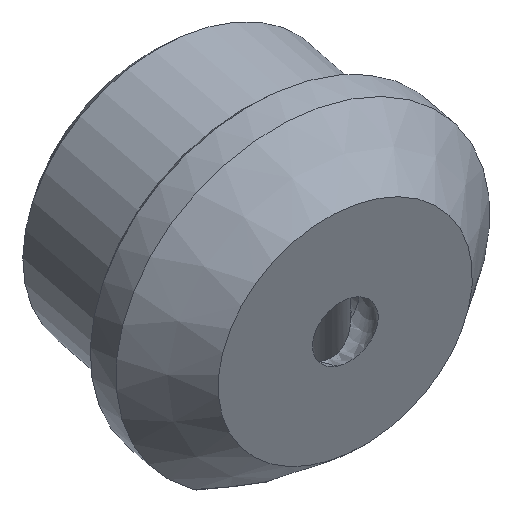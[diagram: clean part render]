
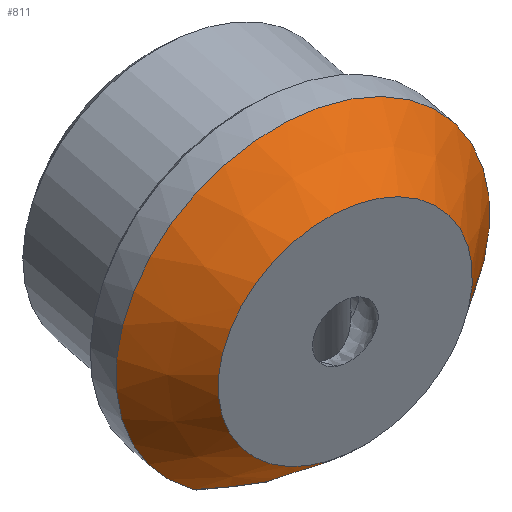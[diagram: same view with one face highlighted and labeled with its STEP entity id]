
A CAD part, top view. The second image highlights one B-rep face of the part: STEP entity #811.
In plain terms, the highlighted conical face has half-angle 45 degrees and reference radius 4.5 mm.
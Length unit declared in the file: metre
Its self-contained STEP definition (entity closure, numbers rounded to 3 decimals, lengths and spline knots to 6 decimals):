
#19=CONICAL_SURFACE('',#886,0.0045,0.785);
#66=B_SPLINE_CURVE_WITH_KNOTS('',3,(#1402,#1403,#1404,#1405),
 .UNSPECIFIED.,.F.,.F.,(4,4),(0.,0.002441),.UNSPECIFIED.);
#67=B_SPLINE_CURVE_WITH_KNOTS('',3,(#1408,#1409,#1410,#1411,#1412,#1413,
#1414),.UNSPECIFIED.,.F.,.F.,(4,1,1,1,4),(0.000258,0.00171,
0.003161,0.004613,0.006064),
 .UNSPECIFIED.);
#68=B_SPLINE_CURVE_WITH_KNOTS('',3,(#1416,#1417,#1418,#1419),
 .UNSPECIFIED.,.F.,.F.,(4,4),(0.,0.00244),
 .UNSPECIFIED.);
#91=CIRCLE('',#887,0.0051);
#92=CIRCLE('',#888,0.0075);
#182=ORIENTED_EDGE('',*,*,#429,.F.);
#183=ORIENTED_EDGE('',*,*,#430,.T.);
#184=ORIENTED_EDGE('',*,*,#431,.T.);
#185=ORIENTED_EDGE('',*,*,#432,.T.);
#186=ORIENTED_EDGE('',*,*,#433,.F.);
#429=EDGE_CURVE('',#549,#549,#91,.T.);
#430=EDGE_CURVE('',#550,#551,#66,.T.);
#431=EDGE_CURVE('',#551,#552,#67,.T.);
#432=EDGE_CURVE('',#552,#553,#68,.T.);
#433=EDGE_CURVE('',#550,#553,#92,.T.);
#549=VERTEX_POINT('',#1401);
#550=VERTEX_POINT('',#1406);
#551=VERTEX_POINT('',#1407);
#552=VERTEX_POINT('',#1415);
#553=VERTEX_POINT('',#1420);
#669=EDGE_LOOP('',(#182));
#670=EDGE_LOOP('',(#183,#184,#185,#186));
#729=FACE_BOUND('',#669,.T.);
#730=FACE_BOUND('',#670,.T.);
#811=ADVANCED_FACE('',(#729,#730),#19,.T.);
#886=AXIS2_PLACEMENT_3D('',#1399,#1015,#1016);
#887=AXIS2_PLACEMENT_3D('',#1400,#1017,#1018);
#888=AXIS2_PLACEMENT_3D('',#1421,#1019,#1020);
#1015=DIRECTION('',(-0.579,0.502,-0.643));
#1016=DIRECTION('',(-0.743,0.,0.669));
#1017=DIRECTION('',(0.579,-0.502,0.643));
#1018=DIRECTION('',(0.743,0.,-0.669));
#1019=DIRECTION('',(-0.579,0.502,-0.643));
#1020=DIRECTION('',(-0.743,0.,0.669));
#1399=CARTESIAN_POINT('',(-0.015396,0.00644,0.010006));
#1400=CARTESIAN_POINT('',(-0.015743,0.006741,0.009621));
#1401=CARTESIAN_POINT('',(-0.011953,0.006741,0.006208));
#1402=CARTESIAN_POINT('',(-0.020705,0.001586,0.006333));
#1403=CARTESIAN_POINT('',(-0.019895,0.001625,0.006257));
#1404=CARTESIAN_POINT('',(-0.019092,0.001697,0.006136));
#1405=CARTESIAN_POINT('',(-0.018316,0.00184,0.005931));
#1406=CARTESIAN_POINT('',(-0.020705,0.001586,0.006333));
#1407=CARTESIAN_POINT('',(-0.018316,0.00184,0.005931));
#1408=CARTESIAN_POINT('',(-0.018316,0.00184,0.005931));
#1409=CARTESIAN_POINT('',(-0.01799,0.001966,0.006264));
#1410=CARTESIAN_POINT('',(-0.017152,0.002221,0.006758));
#1411=CARTESIAN_POINT('',(-0.015715,0.00267,0.006495));
#1412=CARTESIAN_POINT('',(-0.014782,0.003256,0.005432));
#1413=CARTESIAN_POINT('',(-0.014727,0.003392,0.004437));
#1414=CARTESIAN_POINT('',(-0.014794,0.003379,0.00396));
#1415=CARTESIAN_POINT('',(-0.014794,0.003379,0.00396));
#1416=CARTESIAN_POINT('',(-0.014794,0.003379,0.00396));
#1417=CARTESIAN_POINT('',(-0.014303,0.003789,0.003456));
#1418=CARTESIAN_POINT('',(-0.013905,0.004242,0.002904));
#1419=CARTESIAN_POINT('',(-0.01356,0.004707,0.002333));
#1420=CARTESIAN_POINT('',(-0.01356,0.004707,0.002333));
#1421=CARTESIAN_POINT('',(-0.017132,0.007945,0.008078));
